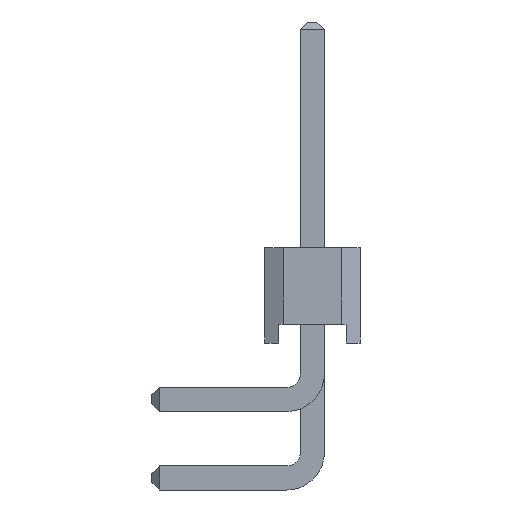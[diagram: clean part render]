
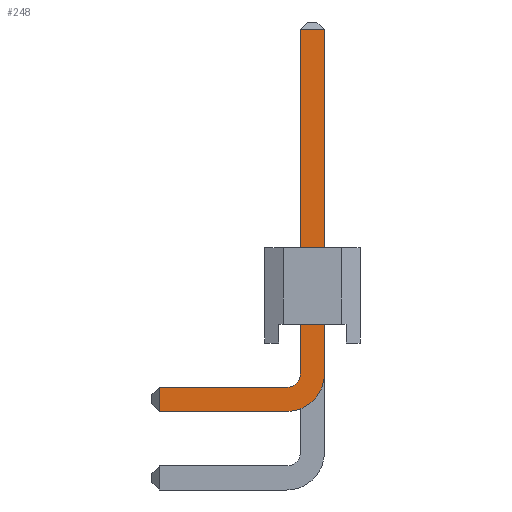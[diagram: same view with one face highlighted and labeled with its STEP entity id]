
A CAD part, left-side view. The second image highlights one B-rep face of the part: STEP entity #248.
In plain terms, the highlighted planar face has unit normal (-1, 0, 0).
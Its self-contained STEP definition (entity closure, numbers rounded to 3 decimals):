
#248 = ADVANCED_FACE( '', ( #641 ), #642, .T. );
#641 = FACE_OUTER_BOUND( '', #1179, .T. );
#642 = PLANE( '', #1180 );
#1179 = EDGE_LOOP( '', ( #1953, #1954, #1955, #1956, #1957, #1958, #1959, #1960 ) );
#1180 = AXIS2_PLACEMENT_3D( '', #1961, #1962, #1963 );
#1953 = ORIENTED_EDGE( '', *, *, #3432, .F. );
#1954 = ORIENTED_EDGE( '', *, *, #3433, .T. );
#1955 = ORIENTED_EDGE( '', *, *, #3379, .F. );
#1956 = ORIENTED_EDGE( '', *, *, #3434, .F. );
#1957 = ORIENTED_EDGE( '', *, *, #3435, .F. );
#1958 = ORIENTED_EDGE( '', *, *, #3436, .T. );
#1959 = ORIENTED_EDGE( '', *, *, #3437, .F. );
#1960 = ORIENTED_EDGE( '', *, *, #3266, .F. );
#1961 = CARTESIAN_POINT( '', ( -0.32, 0.68, -4.18 ) );
#1962 = DIRECTION( '', ( -1., 0., 0. ) );
#1963 = DIRECTION( '', ( 0., 0., 1. ) );
#3266 = EDGE_CURVE( '', #3940, #3941, #3942, .T. );
#3379 = EDGE_CURVE( '', #4152, #4153, #4154, .T. );
#3432 = EDGE_CURVE( '', #4236, #3940, #4237, .T. );
#3433 = EDGE_CURVE( '', #4236, #4153, #4238, .T. );
#3434 = EDGE_CURVE( '', #4239, #4152, #4240, .T. );
#3435 = EDGE_CURVE( '', #4241, #4239, #4242, .T. );
#3436 = EDGE_CURVE( '', #4241, #4243, #4244, .T. );
#3437 = EDGE_CURVE( '', #3941, #4243, #4245, .T. );
#3940 = VERTEX_POINT( '', #4920 );
#3941 = VERTEX_POINT( '', #4921 );
#3942 = CIRCLE( '', #4922, 0.36 );
#4152 = VERTEX_POINT( '', #5239 );
#4153 = VERTEX_POINT( '', #5240 );
#4154 = LINE( '', #5241, #5242 );
#4236 = VERTEX_POINT( '', #5364 );
#4237 = LINE( '', #5365, #5366 );
#4238 = LINE( '', #5367, #5368 );
#4239 = VERTEX_POINT( '', #5369 );
#4240 = CIRCLE( '', #5370, 1. );
#4241 = VERTEX_POINT( '', #5371 );
#4242 = LINE( '', #5372, #5373 );
#4243 = VERTEX_POINT( '', #5374 );
#4244 = LINE( '', #5375, #5376 );
#4245 = LINE( '', #5377, #5378 );
#4920 = CARTESIAN_POINT( '', ( -0.32, 0.68, -4.54 ) );
#4921 = CARTESIAN_POINT( '', ( -0.32, 0.32, -4.18 ) );
#4922 = AXIS2_PLACEMENT_3D( '', #6222, #6223, #6224 );
#5239 = CARTESIAN_POINT( '', ( -0.32, 0.68, -5.18 ) );
#5240 = CARTESIAN_POINT( '', ( -0.32, 4.07, -5.18 ) );
#5241 = CARTESIAN_POINT( '', ( -0.32, 4.27, -5.18 ) );
#5242 = VECTOR( '', #6332, 1000. );
#5364 = CARTESIAN_POINT( '', ( -0.32, 4.07, -4.54 ) );
#5365 = CARTESIAN_POINT( '', ( -0.32, 4.27, -4.54 ) );
#5366 = VECTOR( '', #6373, 1000. );
#5367 = CARTESIAN_POINT( '', ( -0.32, 4.07, -5.18 ) );
#5368 = VECTOR( '', #6374, 1000. );
#5369 = CARTESIAN_POINT( '', ( -0.32, -0.32, -4.18 ) );
#5370 = AXIS2_PLACEMENT_3D( '', #6375, #6376, #6377 );
#5371 = CARTESIAN_POINT( '', ( -0.32, -0.32, 4.98 ) );
#5372 = CARTESIAN_POINT( '', ( -0.32, -0.32, -4.18 ) );
#5373 = VECTOR( '', #6378, 1000. );
#5374 = CARTESIAN_POINT( '', ( -0.32, 0.32, 4.98 ) );
#5375 = CARTESIAN_POINT( '', ( -0.32, 0.32, 4.98 ) );
#5376 = VECTOR( '', #6379, 1000. );
#5377 = CARTESIAN_POINT( '', ( -0.32, 0.32, -4.18 ) );
#5378 = VECTOR( '', #6380, 1000. );
#6222 = CARTESIAN_POINT( '', ( -0.32, 0.68, -4.18 ) );
#6223 = DIRECTION( '', ( -1., 0., 0. ) );
#6224 = DIRECTION( '', ( 0., 1., 0. ) );
#6332 = DIRECTION( '', ( 0., 1., 0. ) );
#6373 = DIRECTION( '', ( 0., -1., 0. ) );
#6374 = DIRECTION( '', ( 0., 0., -1. ) );
#6375 = CARTESIAN_POINT( '', ( -0.32, 0.68, -4.18 ) );
#6376 = DIRECTION( '', ( 1., 0., 0. ) );
#6377 = DIRECTION( '', ( 0., 1., 0. ) );
#6378 = DIRECTION( '', ( 0., 0., -1. ) );
#6379 = DIRECTION( '', ( 0., 1., 0. ) );
#6380 = DIRECTION( '', ( 0., 0., 1. ) );
